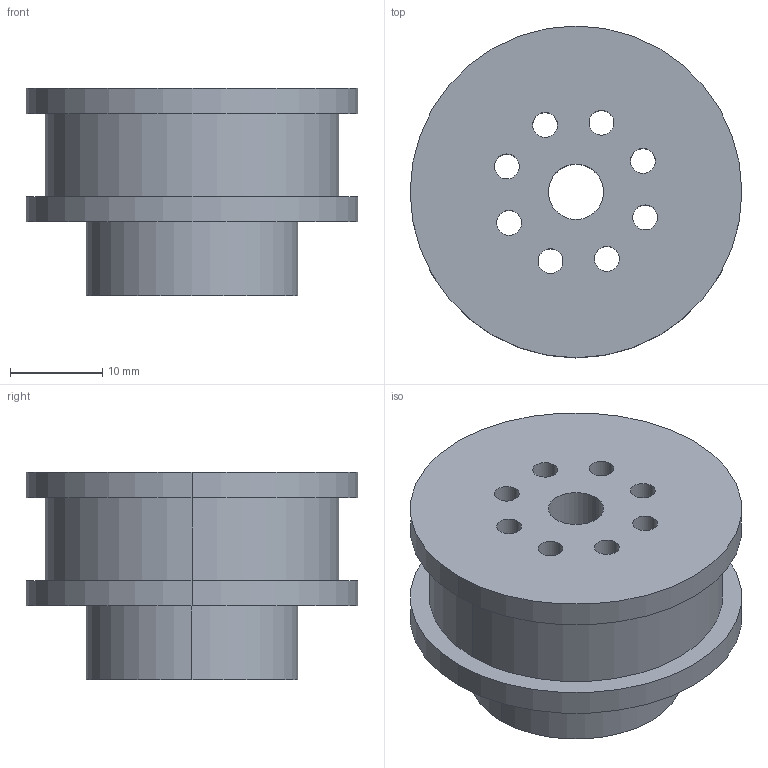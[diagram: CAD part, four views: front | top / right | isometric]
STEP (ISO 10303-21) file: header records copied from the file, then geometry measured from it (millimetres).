
FILE_DESCRIPTION (( 'STEP AP214' ), '1' );
FILE_NAME ('Poulie final.STEP', '2015-12-13T16:38:28', ( '' ), ( '' ), 'SwSTEP 2.0', 'SolidWorks 2014', '' );
FILE_SCHEMA (( 'AUTOMOTIVE_DESIGN' ));
Length unit declared in the file: millimetre
Products named in the file (1): Poulie final
Bounding box: 36 x 36 x 22.5 mm (x, y, z)
Volume: 14197 mm3; surface area: 6445.7 mm2
Topology: 1 solids, 1 shells, 34 faces, 84 edges, 56 vertices
Faces by surface type: cylinder 28, plane 6
Entity records: 1114 total; most frequent: DIRECTION 210, CARTESIAN_POINT 175, ORIENTED_EDGE 168, AXIS2_PLACEMENT_3D 91, EDGE_CURVE 84, VERTEX_POINT 56, EDGE_LOOP 56, CIRCLE 56
